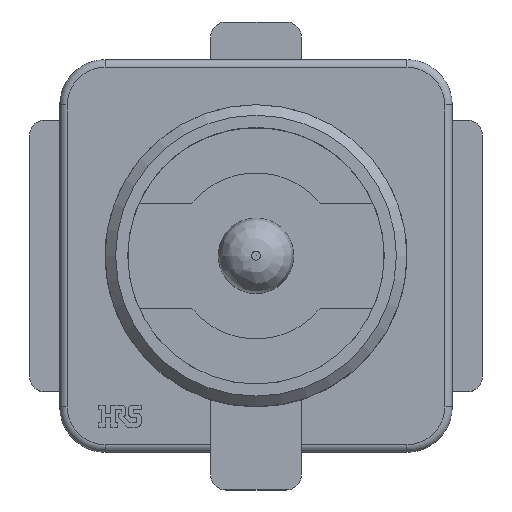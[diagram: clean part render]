
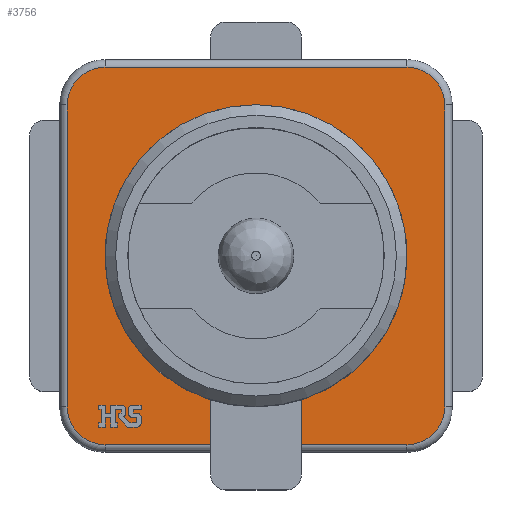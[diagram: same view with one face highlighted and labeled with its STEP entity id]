
A CAD part, top view. The second image highlights one B-rep face of the part: STEP entity #3756.
In plain terms, the highlighted face is planar.
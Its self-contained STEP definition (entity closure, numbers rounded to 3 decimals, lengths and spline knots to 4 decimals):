
#177=LINE('',#5629,#623);
#178=LINE('',#5640,#624);
#180=LINE('',#5650,#626);
#181=LINE('',#5658,#627);
#182=LINE('',#5667,#628);
#184=LINE('',#5671,#630);
#185=LINE('',#5674,#631);
#623=VECTOR('',#4560,0.7);
#624=VECTOR('',#4573,2.);
#626=VECTOR('',#4587,2.);
#627=VECTOR('',#4598,2.);
#628=VECTOR('',#4609,0.7);
#630=VECTOR('',#4613,0.2961);
#631=VECTOR('',#4616,0.2961);
#1160=FACE_OUTER_BOUND('',#1380,.T.);
#1380=EDGE_LOOP('',(#2825,#2826,#2827,#2828,#2829,#2830,#2831,#2832,#2833,
#2834,#2835,#2836));
#1559=CIRCLE('',#4016,0.25);
#1563=CIRCLE('',#4022,0.25);
#1567=CIRCLE('',#4028,0.25);
#1570=CIRCLE('',#4033,0.25);
#1572=CIRCLE('',#4037,1.);
#1705=VERTEX_POINT('',#5622);
#1708=VERTEX_POINT('',#5627);
#1710=VERTEX_POINT('',#5632);
#1712=VERTEX_POINT('',#5638);
#1713=VERTEX_POINT('',#5643);
#1714=VERTEX_POINT('',#5648);
#1715=VERTEX_POINT('',#5652);
#1716=VERTEX_POINT('',#5656);
#1717=VERTEX_POINT('',#5660);
#1719=VERTEX_POINT('',#5665);
#1720=VERTEX_POINT('',#5670);
#1721=VERTEX_POINT('',#5672);
#2111=EDGE_CURVE('',#1708,#1705,#177,.T.);
#2113=EDGE_CURVE('',#1710,#1708,#1559,.T.);
#2116=EDGE_CURVE('',#1712,#1710,#178,.T.);
#2119=EDGE_CURVE('',#1713,#1712,#1563,.T.);
#2122=EDGE_CURVE('',#1714,#1713,#180,.T.);
#2124=EDGE_CURVE('',#1715,#1714,#1567,.T.);
#2126=EDGE_CURVE('',#1716,#1715,#181,.T.);
#2128=EDGE_CURVE('',#1717,#1716,#1570,.T.);
#2130=EDGE_CURVE('',#1719,#1717,#182,.T.);
#2132=EDGE_CURVE('',#1720,#1719,#184,.T.);
#2133=EDGE_CURVE('',#1720,#1721,#1572,.T.);
#2134=EDGE_CURVE('',#1721,#1705,#185,.T.);
#2825=ORIENTED_EDGE('',*,*,#2111,.F.);
#2826=ORIENTED_EDGE('',*,*,#2113,.F.);
#2827=ORIENTED_EDGE('',*,*,#2116,.F.);
#2828=ORIENTED_EDGE('',*,*,#2119,.F.);
#2829=ORIENTED_EDGE('',*,*,#2122,.F.);
#2830=ORIENTED_EDGE('',*,*,#2124,.F.);
#2831=ORIENTED_EDGE('',*,*,#2126,.F.);
#2832=ORIENTED_EDGE('',*,*,#2128,.F.);
#2833=ORIENTED_EDGE('',*,*,#2130,.F.);
#2834=ORIENTED_EDGE('',*,*,#2132,.F.);
#2835=ORIENTED_EDGE('',*,*,#2133,.T.);
#2836=ORIENTED_EDGE('',*,*,#2134,.T.);
#3563=PLANE('',#4036);
#3756=ADVANCED_FACE('',(#1160),#3563,.F.);
#4016=AXIS2_PLACEMENT_3D('',#5634,#4565,#4566);
#4022=AXIS2_PLACEMENT_3D('',#5645,#4579,#4580);
#4028=AXIS2_PLACEMENT_3D('',#5654,#4592,#4593);
#4033=AXIS2_PLACEMENT_3D('',#5662,#4603,#4604);
#4036=AXIS2_PLACEMENT_3D('',#5669,#4611,#4612);
#4037=AXIS2_PLACEMENT_3D('',#5673,#4614,#4615);
#4560=DIRECTION('',(-1.,0.,0.));
#4565=DIRECTION('center_axis',(0.,1.,0.));
#4566=DIRECTION('ref_axis',(0.707,0.,-0.707));
#4573=DIRECTION('',(0.,0.,-1.));
#4579=DIRECTION('center_axis',(0.,1.,0.));
#4580=DIRECTION('ref_axis',(0.707,0.,0.707));
#4587=DIRECTION('',(1.,0.,0.));
#4592=DIRECTION('center_axis',(0.,1.,0.));
#4593=DIRECTION('ref_axis',(-0.707,0.,0.707));
#4598=DIRECTION('',(0.,0.,1.));
#4603=DIRECTION('center_axis',(0.,1.,0.));
#4604=DIRECTION('ref_axis',(-0.707,0.,-0.707));
#4609=DIRECTION('',(-1.,0.,0.));
#4611=DIRECTION('center_axis',(0.,1.,0.));
#4612=DIRECTION('ref_axis',(-1.,0.,0.));
#4613=DIRECTION('',(0.,0.,-1.));
#4614=DIRECTION('center_axis',(0.,1.,0.));
#4615=DIRECTION('ref_axis',(-1.,0.,0.));
#4616=DIRECTION('',(0.,0.,-1.));
#5622=CARTESIAN_POINT('',(55.5389,22.1457,-0.15));
#5627=CARTESIAN_POINT('',(56.2389,22.1457,-0.15));
#5629=CARTESIAN_POINT('',(53.7294,22.1457,-0.15));
#5632=CARTESIAN_POINT('',(56.4889,22.1457,0.1));
#5634=CARTESIAN_POINT('Origin',(56.2389,22.1457,0.1));
#5638=CARTESIAN_POINT('',(56.4889,22.1457,2.1));
#5640=CARTESIAN_POINT('',(56.4889,22.1457,1.6495));
#5643=CARTESIAN_POINT('',(56.2389,22.1457,2.35));
#5645=CARTESIAN_POINT('Origin',(56.2389,22.1457,2.1));
#5648=CARTESIAN_POINT('',(54.2389,22.1457,2.35));
#5650=CARTESIAN_POINT('',(52.4294,22.1457,2.35));
#5652=CARTESIAN_POINT('',(53.9889,22.1457,2.1));
#5654=CARTESIAN_POINT('Origin',(54.2389,22.1457,2.1));
#5656=CARTESIAN_POINT('',(53.9889,22.1457,0.1));
#5658=CARTESIAN_POINT('',(53.9889,22.1457,0.3495));
#5660=CARTESIAN_POINT('',(54.2389,22.1457,-0.15));
#5662=CARTESIAN_POINT('Origin',(54.2389,22.1457,0.1));
#5665=CARTESIAN_POINT('',(54.9389,22.1457,-0.15));
#5667=CARTESIAN_POINT('',(53.7294,22.1457,-0.15));
#5669=CARTESIAN_POINT('Origin',(50.92,22.1457,0.899));
#5670=CARTESIAN_POINT('',(54.9389,22.1457,0.1461));
#5671=CARTESIAN_POINT('',(54.9389,22.1457,0.899));
#5672=CARTESIAN_POINT('',(55.5389,22.1457,0.1461));
#5673=CARTESIAN_POINT('Origin',(55.2389,22.1457,1.1));
#5674=CARTESIAN_POINT('',(55.5389,22.1457,0.899));
